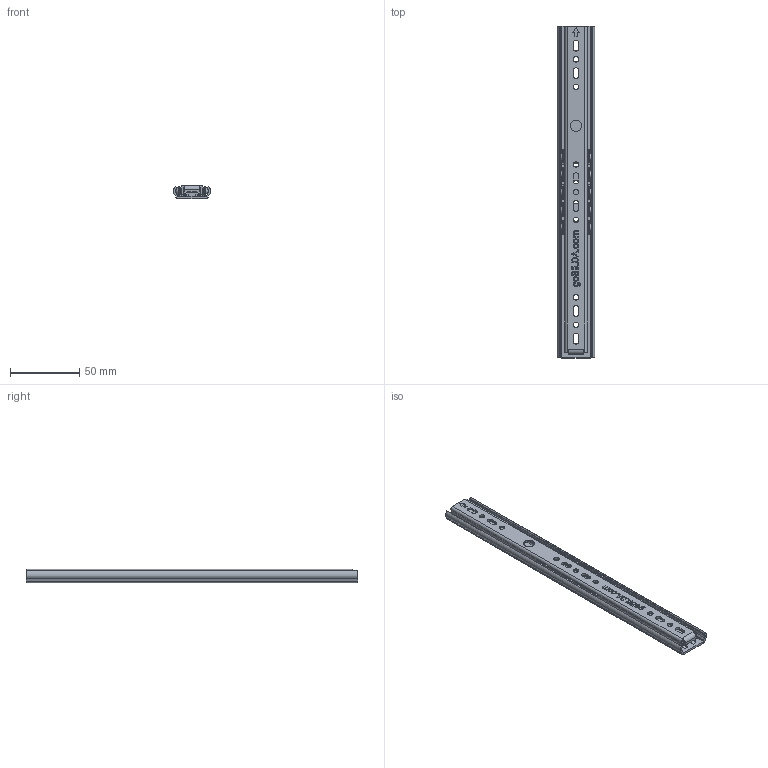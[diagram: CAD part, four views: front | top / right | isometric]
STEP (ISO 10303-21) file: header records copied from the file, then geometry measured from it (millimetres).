
FILE_DESCRIPTION(/* description */ (''),/* implementation_level */ '2;1');
FILE_NAME(/* name */ '2500-0010-0240.step',/* time_stamp */ '2023-08-11T11:50:04-05:00',/* author */ (''),/* organization */ (''),/* preprocessor_version */ 'ST-DEVELOPER v20',/* originating_system */ 'Autodesk Translation Framework v12.9.0.99',/* authorisation */ '');
FILE_SCHEMA (('AUTOMOTIVE_DESIGN { 1 0 10303 214 3 1 1 }'));
Length unit declared in the file: millimetre
Products named in the file (5): 2500-0010-0240; In; Out; Cage; Ball
Assembly tree (13 placements, depth 3):
  2500-0010-0240
    In
    Out
    Cage
      Ball  x10
Bounding box: 26.99 x 240 x 9.5 mm (x, y, z)
Volume: 22890.6 mm3; surface area: 35784.9 mm2
Topology: 13 solids, 13 shells, 885 faces, 2409 edges, 1586 vertices
Faces by surface type: plane 510, bspline 193, cylinder 144, sphere 30, torus 8
Full cylindrical faces by diameter (mm): 2.086 x3, 2.386 x3, 4 x18, 8.25 x1, 10.25 x1
Entity records: 33577 total; most frequent: CARTESIAN_POINT 11892, ORIENTED_EDGE 4740, DIRECTION 3932, EDGE_CURVE 2370, LINE 1578, VECTOR 1578, VERTEX_POINT 1568, AXIS2_PLACEMENT_3D 1177
